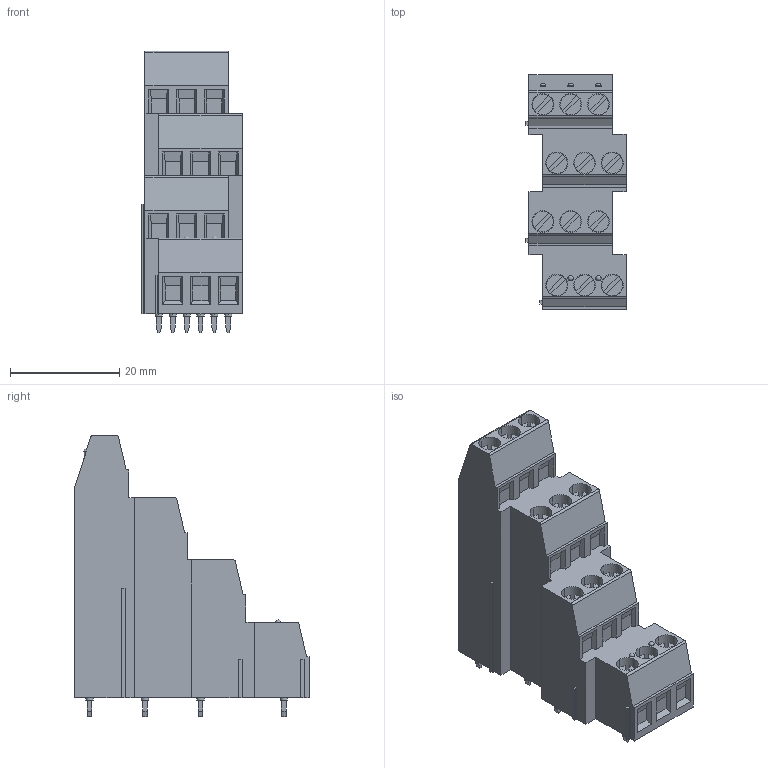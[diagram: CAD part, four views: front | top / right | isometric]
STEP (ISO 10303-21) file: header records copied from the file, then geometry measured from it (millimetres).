
FILE_DESCRIPTION((''),'2;1');
FILE_NAME('PHOENIX_1868830.stp','2015-07-08T13:47:19',(''),(''),'Mechanical Desktop 2011','Mechanical Desktop 2011',', , ');
FILE_SCHEMA(('AUTOMOTIVE_DESIGN { 1 2 10303 214 1 1 1 1 }'));
Length unit declared in the file: millimetre
Products named in the file (1): Product
Bounding box: 18.35 x 42.9 x 51.5 mm (x, y, z)
Volume: 18630 mm3; surface area: 7192.2 mm2
Topology: 37 solids, 37 shells, 579 faces, 1412 edges, 934 vertices
Faces by surface type: plane 400, cylinder 96, bspline 72, sphere 8, cone 3
Entity records: 16828 total; most frequent: CARTESIAN_POINT 3133, ORIENTED_EDGE 2806, DIRECTION 2679, EDGE_CURVE 1403, VECTOR 1143, LINE 1143, VERTEX_POINT 934, AXIS2_PLACEMENT_3D 768
